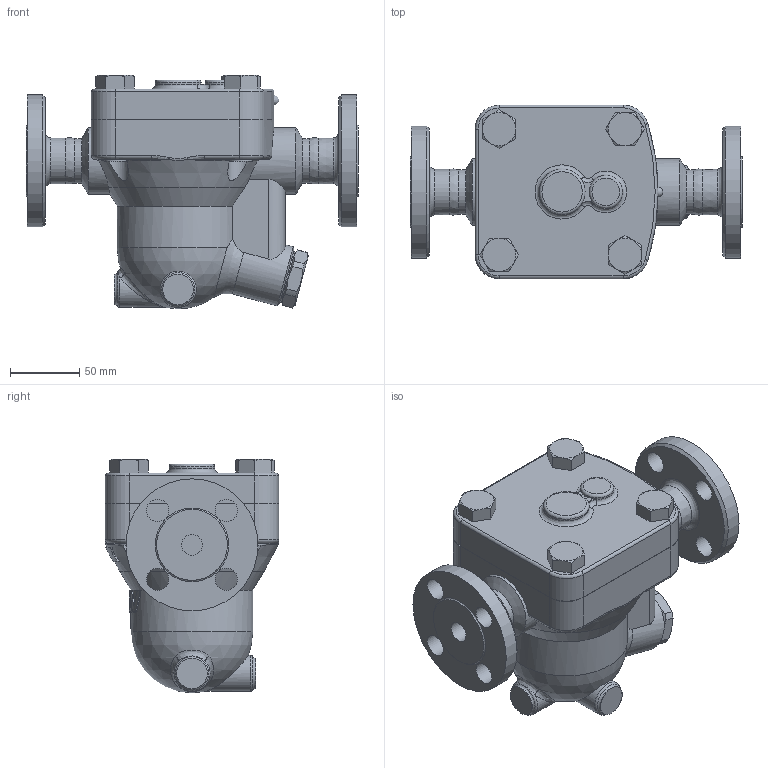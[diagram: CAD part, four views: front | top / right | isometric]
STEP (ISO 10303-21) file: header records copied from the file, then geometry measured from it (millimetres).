
FILE_DESCRIPTION((''),'2;1');
FILE_NAME('j5rhb-015-jis20-00.stp','2011-01-21T15:07:13',('nakaot'),(''),'Autodesk Inventor 2008','Autodesk Inventor 2008','');
FILE_SCHEMA(('AUTOMOTIVE_DESIGN { 1 0 10303 214 1 1 1 1 }'));
Length unit declared in the file: millimetre
Products named in the file (1): j5rhb-015-jis20-00
Bounding box: 239 x 125 x 168.2 mm (x, y, z)
Volume: 1887705.2 mm3; surface area: 166633.4 mm2
Topology: 1 solids, 1 shells, 276 faces, 684 edges, 430 vertices
Faces by surface type: plane 92, bspline 66, cylinder 65, cone 36, torus 15, sphere 2
Full cylindrical faces by diameter (mm): 15 x1, 16 x12, 22 x2, 24 x1, 26 x1, 32 x2, 33 x1, 38 x1, 44 x1, 48 x2, 80 x1, 95 x1
Entity records: 16413 total; most frequent: CARTESIAN_POINT 10649, ORIENTED_EDGE 1194, DIRECTION 1096, EDGE_CURVE 597, AXIS2_PLACEMENT_3D 469, VERTEX_POINT 407, EDGE_LOOP 384, FACE_OUTER_BOUND 276
